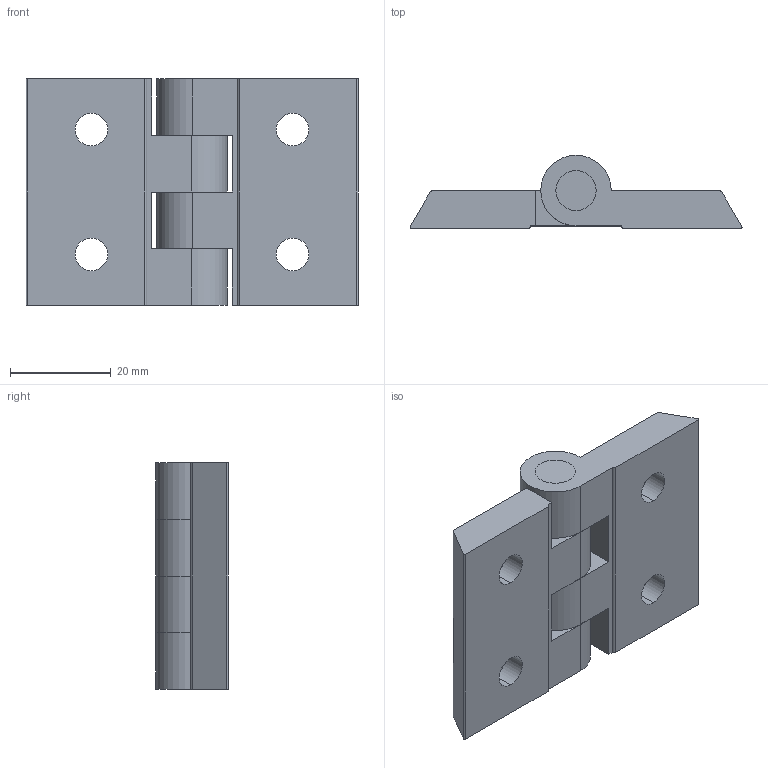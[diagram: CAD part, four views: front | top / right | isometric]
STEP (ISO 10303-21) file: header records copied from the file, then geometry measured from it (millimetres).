
FILE_DESCRIPTION (( 'STEP AP214' ), '1' );
FILE_NAME ('4040金属合页.STEP', '2019-07-26T00:45:40', ( '微软用户' ), ( '微软中国' ), 'SwSTEP 2.0', 'SolidWorks 2015', '' );
FILE_SCHEMA (( 'AUTOMOTIVE_DESIGN' ));
Length unit declared in the file: millimetre
Products named in the file (4): O8; 4040JSHY; 4040踢扽磁珜
Assembly tree (3 placements, depth 2):
  4040踢扽磁珜
    4040JSHY
    4040JSHY
    O8
Bounding box: 66 x 14.5 x 45 mm (x, y, z)
Volume: 21696.8 mm3; surface area: 11403.3 mm2
Topology: 3 solids, 3 shells, 214 faces, 589 edges, 390 vertices
Faces by surface type: plane 150, bspline 32, cylinder 24, cone 8
Entity records: 7803 total; most frequent: CARTESIAN_POINT 2371, ORIENTED_EDGE 1178, DIRECTION 945, EDGE_CURVE 589, LINE 457, VECTOR 457, VERTEX_POINT 390, AXIS2_PLACEMENT_3D 244
